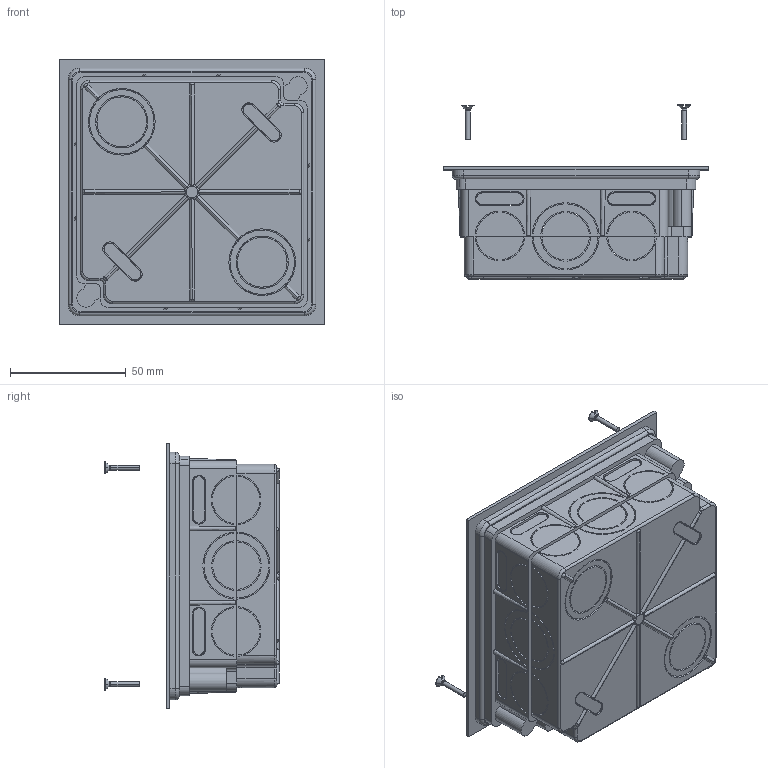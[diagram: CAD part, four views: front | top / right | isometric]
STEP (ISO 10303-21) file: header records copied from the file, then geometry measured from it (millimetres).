
FILE_DESCRIPTION (( 'STEP AP214' ), '1' );
FILE_NAME ('2003118.STP', '2016-05-10T11:04:43', ( '' ), ( '' ), 'SwSTEP 2.0', 'SolidWorks 2014', '' );
FILE_SCHEMA (( 'AUTOMOTIVE_DESIGN' ));
Length unit declared in the file: millimetre
Products named in the file (5): UP300-10-15_L15; UP200-20-20_Standard; 2003118; UP200-50_UV100D; UP200-20-12_in der Box
Assembly tree (5 placements, depth 3):
  2003118
    UP200-20-12_in der Box
      UP200-20-20_Standard
      UP300-10-15_L15  x2
    UP200-50_UV100D
Bounding box: 114.5 x 75.2 x 114.5 mm (x, y, z)
Volume: 64163.2 mm3; surface area: 89011.2 mm2
Topology: 4 solids, 4 shells, 677 faces, 2219 edges, 1460 vertices
Faces by surface type: plane 326, cylinder 239, bspline 80, torus 20, sphere 8, cone 4
Entity records: 28454 total; most frequent: CARTESIAN_POINT 9531, ORIENTED_EDGE 4350, DIRECTION 3416, EDGE_CURVE 2175, VERTEX_POINT 1437, VECTOR 1216, LINE 1216, AXIS2_PLACEMENT_3D 1100
